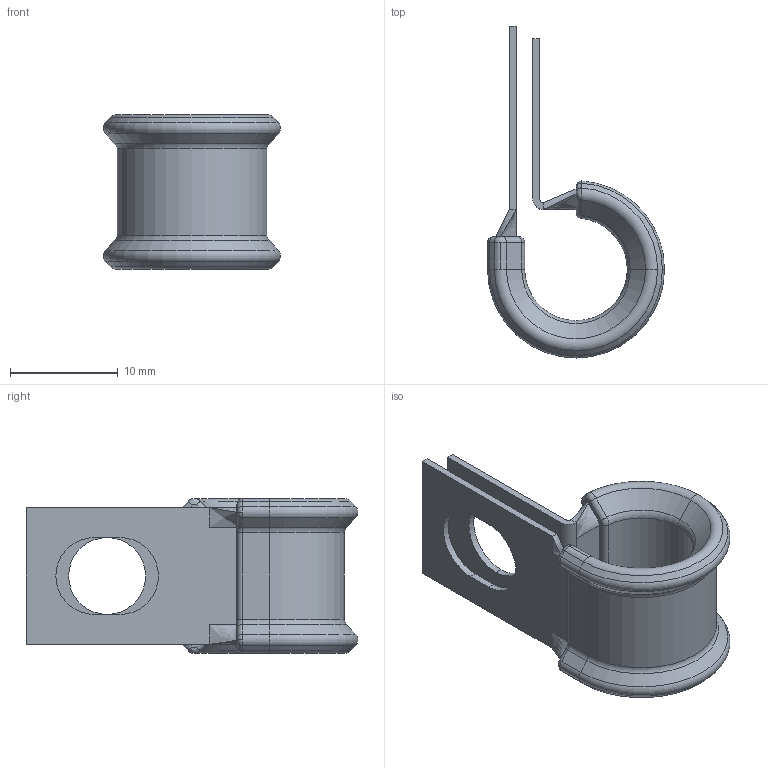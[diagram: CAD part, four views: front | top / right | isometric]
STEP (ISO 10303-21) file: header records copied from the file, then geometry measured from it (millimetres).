
FILE_DESCRIPTION (( 'STEP AP214' ), '1' );
FILE_NAME ('CFV0709Z2.step', '2018-10-31T18:06:58', ( 'User' ), ( 'Microsoft' ), 'SwSTEP 2.0', 'SolidWorks 2018', '' );
FILE_SCHEMA (( 'AUTOMOTIVE_DESIGN' ));
Length unit declared in the file: inch
Products named in the file (1): CFV0709Z2
Bounding box: 16.43 x 30.79 x 14.37 mm (x, y, z)
Volume: 1275.4 mm3; surface area: 1982.6 mm2
Topology: 1 solids, 1 shells, 117 faces, 288 edges, 175 vertices
Faces by surface type: cylinder 30, bspline 27, torus 26, plane 25, cone 9
Entity records: 5644 total; most frequent: CARTESIAN_POINT 1657, ORIENTED_EDGE 576, DIRECTION 560, EDGE_CURVE 288, AXIS2_PLACEMENT_3D 218, VERTEX_POINT 175, CIRCLE 127, LINE 124
